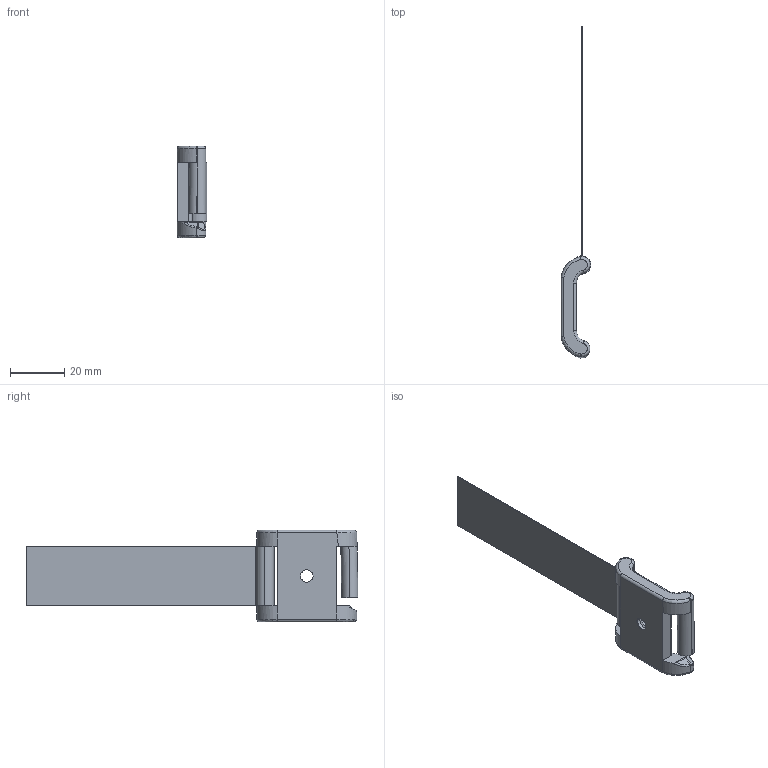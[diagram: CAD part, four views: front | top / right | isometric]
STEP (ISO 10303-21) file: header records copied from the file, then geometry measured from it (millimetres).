
FILE_DESCRIPTION (( 'STEP AP214' ), '1' );
FILE_NAME ('3010-002.STEP', '2024-09-06T09:03:29', ( '' ), ( '' ), 'SwSTEP 2.0', 'SolidWorks 2022', '' );
FILE_SCHEMA (( 'AUTOMOTIVE_DESIGN' ));
Length unit declared in the file: millimetre
Products named in the file (1): 3010-002
Bounding box: 11.05 x 122.92 x 34 mm (x, y, z)
Volume: 7094.4 mm3; surface area: 7504.8 mm2
Topology: 1 solids, 1 shells, 76 faces, 189 edges, 113 vertices
Faces by surface type: cylinder 34, plane 19, torus 10, bspline 7, cone 4, sphere 2
Entity records: 2791 total; most frequent: CARTESIAN_POINT 916, ORIENTED_EDGE 378, DIRECTION 376, EDGE_CURVE 189, AXIS2_PLACEMENT_3D 151, VERTEX_POINT 113, CIRCLE 81, EDGE_LOOP 78
